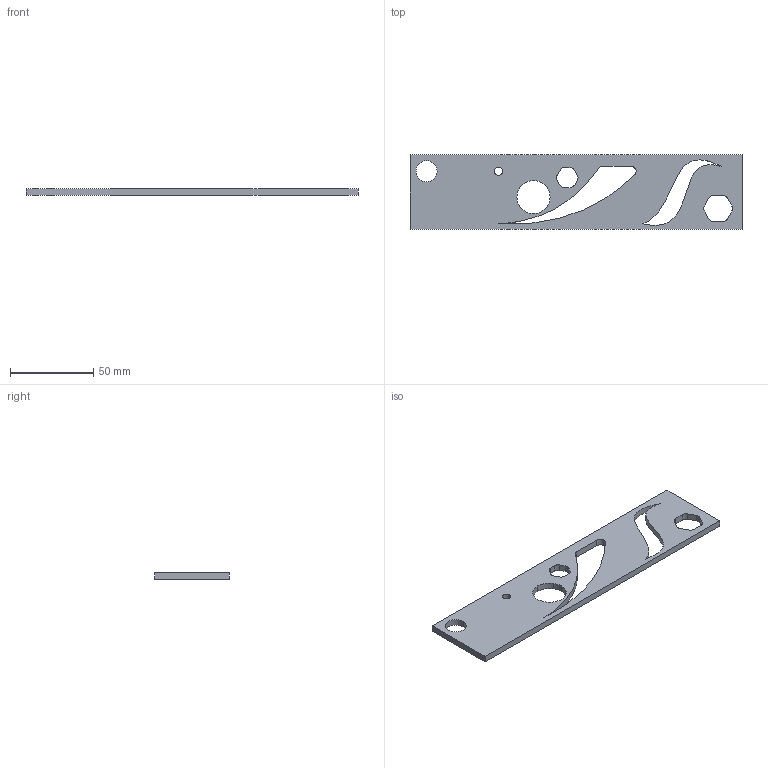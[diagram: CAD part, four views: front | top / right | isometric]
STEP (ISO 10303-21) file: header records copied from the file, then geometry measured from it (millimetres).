
FILE_DESCRIPTION (( 'STEP AP203' ), '1' );
FILE_NAME ('PlacaBase1.STEP', '2024-11-22T00:13:24', ( '' ), ( '' ), 'SwSTEP 2.0', 'SolidWorks 2024', '' );
FILE_SCHEMA (( 'CONFIG_CONTROL_DESIGN' ));
Length unit declared in the file: centimetre
Products named in the file (1): PlacaBase1
Bounding box: 200 x 45 x 4 mm (x, y, z)
Volume: 28248 mm3; surface area: 18225.1 mm2
Topology: 1 solids, 1 shells, 50 faces, 144 edges, 96 vertices
Faces by surface type: cylinder 27, plane 19, bspline 4
Entity records: 1781 total; most frequent: CARTESIAN_POINT 337, ORIENTED_EDGE 288, DIRECTION 282, EDGE_CURVE 144, AXIS2_PLACEMENT_3D 101, VERTEX_POINT 96, LINE 80, VECTOR 80
